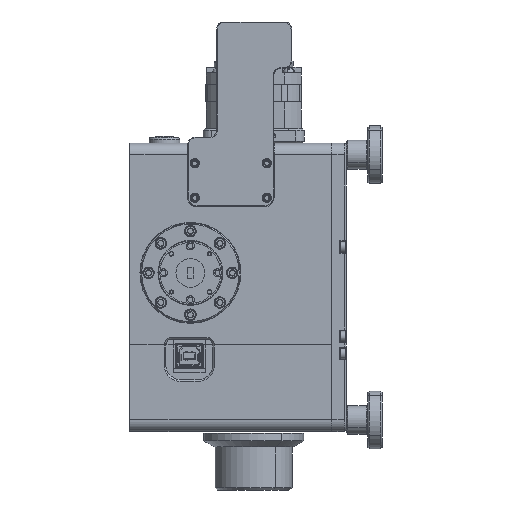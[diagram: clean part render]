
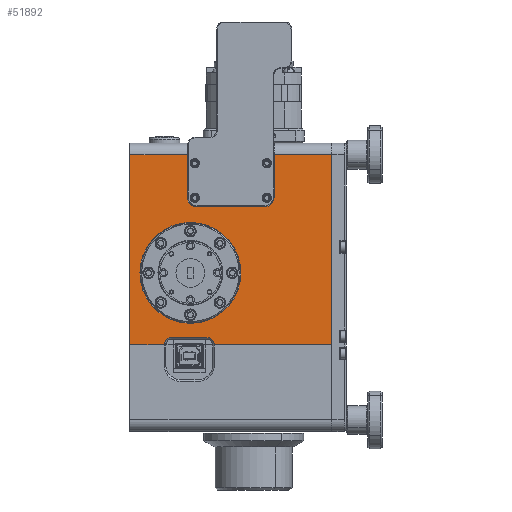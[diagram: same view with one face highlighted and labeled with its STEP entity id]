
A CAD part, left-side view. The second image highlights one B-rep face of the part: STEP entity #51892.
In plain terms, the highlighted planar face has unit normal (-1, 0, 0).
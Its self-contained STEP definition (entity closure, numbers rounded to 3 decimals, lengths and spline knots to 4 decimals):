
#257 = ORIENTED_EDGE ( 'NONE', *, *, #14262, .F. ) ;
#1654 = EDGE_CURVE ( 'NONE', #78645, #14369, #23800, .T. ) ;
#2733 = DIRECTION ( 'NONE',  ( 0., 0., -1. ) ) ;
#3289 = DIRECTION ( 'NONE',  ( 0., 0., -1. ) ) ;
#4488 = DIRECTION ( 'NONE',  ( 0., 0., -1. ) ) ;
#5707 = DIRECTION ( 'NONE',  ( 0., -1., 0. ) ) ;
#8476 = VERTEX_POINT ( 'NONE', #69959 ) ;
#10641 = CIRCLE ( 'NONE', #63521, 0.875 ) ;
#11276 = VERTEX_POINT ( 'NONE', #48267 ) ;
#11309 = CARTESIAN_POINT ( 'NONE',  ( -1.75, 3.025, -1.75 ) ) ;
#11499 = CARTESIAN_POINT ( 'NONE',  ( -1.75, 3.75, 1.55 ) ) ;
#11612 = CIRCLE ( 'NONE', #46399, 0.15 ) ;
#12111 = VERTEX_POINT ( 'NONE', #27853 ) ;
#13454 = EDGE_CURVE ( 'NONE', #12111, #58861, #84142, .T. ) ;
#13993 = EDGE_CURVE ( 'NONE', #75559, #71765, #26482, .T. ) ;
#14034 = CARTESIAN_POINT ( 'NONE',  ( -1.75, 2.75, 0.65 ) ) ;
#14050 = CARTESIAN_POINT ( 'NONE',  ( -1.75, 2.75, 0.8 ) ) ;
#14262 = EDGE_CURVE ( 'NONE', #12111, #35272, #26980, .T. ) ;
#14369 = VERTEX_POINT ( 'NONE', #66674 ) ;
#15986 = EDGE_CURVE ( 'NONE', #72977, #66942, #23726, .T. ) ;
#16974 = ORIENTED_EDGE ( 'NONE', *, *, #50199, .T. ) ;
#17123 = CARTESIAN_POINT ( 'NONE',  ( -1.75, 2.6, 0.8 ) ) ;
#20798 = CARTESIAN_POINT ( 'NONE',  ( -1.75, 3.75, 1.75 ) ) ;
#21706 = VERTEX_POINT ( 'NONE', #55211 ) ;
#23522 = CARTESIAN_POINT ( 'NONE',  ( -1.75, 3.75, 1.55 ) ) ;
#23726 = CIRCLE ( 'NONE', #40320, 0.15 ) ;
#23800 = LINE ( 'NONE', #65914, #81192 ) ;
#24247 = DIRECTION ( 'NONE',  ( 0., 0., -1. ) ) ;
#24394 = ORIENTED_EDGE ( 'NONE', *, *, #67853, .T. ) ;
#25345 = VERTEX_POINT ( 'NONE', #33136 ) ;
#25921 = DIRECTION ( 'NONE',  ( 0., -1., 0. ) ) ;
#26482 = CIRCLE ( 'NONE', #64234, 0.13 ) ;
#26976 = ORIENTED_EDGE ( 'NONE', *, *, #84498, .T. ) ;
#26980 = LINE ( 'NONE', #20798, #91516 ) ;
#27603 = DIRECTION ( 'NONE',  ( 1., 0., 0. ) ) ;
#27853 = CARTESIAN_POINT ( 'NONE',  ( -1.75, 3.75, -1.75 ) ) ;
#28395 = DIRECTION ( 'NONE',  ( 0., 0., 1. ) ) ;
#28973 = EDGE_LOOP ( 'NONE', ( #26976, #16974 ) ) ;
#30926 = CARTESIAN_POINT ( 'NONE',  ( -1.75, 0.25, -1.75 ) ) ;
#32576 = ORIENTED_EDGE ( 'NONE', *, *, #80546, .T. ) ;
#33136 = CARTESIAN_POINT ( 'NONE',  ( -1.75, 2.75, 1.55 ) ) ;
#33488 = CARTESIAN_POINT ( 'NONE',  ( -1.75, 3.75, -1.75 ) ) ;
#34142 = VERTEX_POINT ( 'NONE', #75319 ) ;
#34810 = LINE ( 'NONE', #62301, #89982 ) ;
#35272 = VERTEX_POINT ( 'NONE', #23522 ) ;
#36661 = ORIENTED_EDGE ( 'NONE', *, *, #13454, .T. ) ;
#36936 = VECTOR ( 'NONE', #25921, 39.3701 ) ;
#37300 = DIRECTION ( 'NONE',  ( 1., 0., 0. ) ) ;
#38657 = FACE_BOUND ( 'NONE', #28973, .T. ) ;
#39136 = FACE_OUTER_BOUND ( 'NONE', #69266, .T. ) ;
#39423 = DIRECTION ( 'NONE',  ( 0., 0., -1. ) ) ;
#39461 = ORIENTED_EDGE ( 'NONE', *, *, #82936, .T. ) ;
#39518 = CARTESIAN_POINT ( 'NONE',  ( -1.75, 2.7, -1.375 ) ) ;
#39859 = EDGE_CURVE ( 'NONE', #11276, #72977, #77502, .T. ) ;
#40320 = AXIS2_PLACEMENT_3D ( 'NONE', #17123, #89107, #24247 ) ;
#40727 = CARTESIAN_POINT ( 'NONE',  ( -1.75, 2.415, -1.62 ) ) ;
#40872 = DIRECTION ( 'NONE',  ( 0., -1., 0. ) ) ;
#41325 = CARTESIAN_POINT ( 'NONE',  ( -1.75, 2.7, -0.5 ) ) ;
#43920 = DIRECTION ( 'NONE',  ( 0., 0., -1. ) ) ;
#44664 = CARTESIAN_POINT ( 'NONE',  ( -1.75, 2.6, 0.65 ) ) ;
#45526 = DIRECTION ( 'NONE',  ( 0., 1., 0. ) ) ;
#46399 = AXIS2_PLACEMENT_3D ( 'NONE', #65239, #37300, #43920 ) ;
#47272 = CARTESIAN_POINT ( 'NONE',  ( -1.75, 3.155, -1.75 ) ) ;
#47462 = LINE ( 'NONE', #11499, #55013 ) ;
#47622 = ORIENTED_EDGE ( 'NONE', *, *, #50310, .T. ) ;
#48267 = CARTESIAN_POINT ( 'NONE',  ( -1.75, 1.4, 0.65 ) ) ;
#49547 = DIRECTION ( 'NONE',  ( 0., 1., 0. ) ) ;
#50199 = EDGE_CURVE ( 'NONE', #8476, #62797, #10641, .T. ) ;
#50310 = EDGE_CURVE ( 'NONE', #58861, #34142, #65068, .T. ) ;
#50830 = CARTESIAN_POINT ( 'NONE',  ( -1.75, 2.285, -1.75 ) ) ;
#51841 = CARTESIAN_POINT ( 'NONE',  ( -1.75, 1.25, 0.8 ) ) ;
#51884 = ORIENTED_EDGE ( 'NONE', *, *, #15986, .T. ) ;
#51892 = ADVANCED_FACE ( 'NONE', ( #38657, #39136 ), #68034, .F. ) ;
#53334 = CARTESIAN_POINT ( 'NONE',  ( -1.75, 3.75, 1.75 ) ) ;
#53704 = EDGE_CURVE ( 'NONE', #71765, #21706, #56968, .T. ) ;
#54672 = AXIS2_PLACEMENT_3D ( 'NONE', #53334, #60457, #2733 ) ;
#54933 = LINE ( 'NONE', #40727, #81177 ) ;
#55013 = VECTOR ( 'NONE', #78206, 39.3701 ) ;
#55211 = CARTESIAN_POINT ( 'NONE',  ( -1.75, 0.25, -1.75 ) ) ;
#55929 = EDGE_CURVE ( 'NONE', #62693, #11276, #11612, .T. ) ;
#56795 = ORIENTED_EDGE ( 'NONE', *, *, #55929, .T. ) ;
#56968 = LINE ( 'NONE', #70233, #82290 ) ;
#57927 = DIRECTION ( 'NONE',  ( 0., 0., -1. ) ) ;
#58861 = VERTEX_POINT ( 'NONE', #47272 ) ;
#60457 = DIRECTION ( 'NONE',  ( 1., 0., 0. ) ) ;
#60606 = ORIENTED_EDGE ( 'NONE', *, *, #1654, .T. ) ;
#62301 = CARTESIAN_POINT ( 'NONE',  ( -1.75, 1.25, 1.75 ) ) ;
#62693 = VERTEX_POINT ( 'NONE', #51841 ) ;
#62797 = VERTEX_POINT ( 'NONE', #39518 ) ;
#63234 = DIRECTION ( 'NONE',  ( 0., 0., -1. ) ) ;
#63273 = CARTESIAN_POINT ( 'NONE',  ( -1.75, 0.25, 1.55 ) ) ;
#63521 = AXIS2_PLACEMENT_3D ( 'NONE', #82796, #88984, #3289 ) ;
#64234 = AXIS2_PLACEMENT_3D ( 'NONE', #85890, #86811, #57927 ) ;
#64357 = LINE ( 'NONE', #93278, #80695 ) ;
#65068 = CIRCLE ( 'NONE', #83205, 0.13 ) ;
#65239 = CARTESIAN_POINT ( 'NONE',  ( -1.75, 1.4, 0.8 ) ) ;
#65630 = ORIENTED_EDGE ( 'NONE', *, *, #80482, .F. ) ;
#65914 = CARTESIAN_POINT ( 'NONE',  ( -1.75, 3.75, 1.55 ) ) ;
#66674 = CARTESIAN_POINT ( 'NONE',  ( -1.75, 1.25, 1.55 ) ) ;
#66942 = VERTEX_POINT ( 'NONE', #14050 ) ;
#67853 = EDGE_CURVE ( 'NONE', #66942, #25345, #64357, .T. ) ;
#68034 = PLANE ( 'NONE',  #54672 ) ;
#69266 = EDGE_LOOP ( 'NONE', ( #80028, #78617, #87246, #65630, #60606, #39461, #56795, #87665, #51884, #24394, #32576, #257, #36661, #47622 ) ) ;
#69959 = CARTESIAN_POINT ( 'NONE',  ( -1.75, 2.7, 0.375 ) ) ;
#70233 = CARTESIAN_POINT ( 'NONE',  ( -1.75, 3.75, -1.75 ) ) ;
#71765 = VERTEX_POINT ( 'NONE', #50830 ) ;
#72070 = EDGE_CURVE ( 'NONE', #34142, #75559, #54933, .T. ) ;
#72977 = VERTEX_POINT ( 'NONE', #44664 ) ;
#74206 = CARTESIAN_POINT ( 'NONE',  ( -1.75, 2.415, -1.62 ) ) ;
#75319 = CARTESIAN_POINT ( 'NONE',  ( -1.75, 3.025, -1.62 ) ) ;
#75559 = VERTEX_POINT ( 'NONE', #74206 ) ;
#77502 = LINE ( 'NONE', #14034, #88947 ) ;
#77542 = DIRECTION ( 'NONE',  ( 1., 0., 0. ) ) ;
#78206 = DIRECTION ( 'NONE',  ( 0., 1., 0. ) ) ;
#78617 = ORIENTED_EDGE ( 'NONE', *, *, #13993, .T. ) ;
#78645 = VERTEX_POINT ( 'NONE', #63273 ) ;
#80028 = ORIENTED_EDGE ( 'NONE', *, *, #72070, .T. ) ;
#80482 = EDGE_CURVE ( 'NONE', #78645, #21706, #89182, .T. ) ;
#80546 = EDGE_CURVE ( 'NONE', #25345, #35272, #47462, .T. ) ;
#80695 = VECTOR ( 'NONE', #28395, 39.3701 ) ;
#81177 = VECTOR ( 'NONE', #5707, 39.3701 ) ;
#81192 = VECTOR ( 'NONE', #45526, 39.3701 ) ;
#82183 = VECTOR ( 'NONE', #39423, 39.3701 ) ;
#82290 = VECTOR ( 'NONE', #40872, 39.3701 ) ;
#82796 = CARTESIAN_POINT ( 'NONE',  ( -1.75, 2.7, -0.5 ) ) ;
#82936 = EDGE_CURVE ( 'NONE', #14369, #62693, #34810, .T. ) ;
#83205 = AXIS2_PLACEMENT_3D ( 'NONE', #11309, #77542, #83726 ) ;
#83726 = DIRECTION ( 'NONE',  ( 0., 0., -1. ) ) ;
#84142 = LINE ( 'NONE', #33488, #36936 ) ;
#84498 = EDGE_CURVE ( 'NONE', #62797, #8476, #91720, .T. ) ;
#85890 = CARTESIAN_POINT ( 'NONE',  ( -1.75, 2.415, -1.75 ) ) ;
#86811 = DIRECTION ( 'NONE',  ( 1., 0., 0. ) ) ;
#87246 = ORIENTED_EDGE ( 'NONE', *, *, #53704, .T. ) ;
#87665 = ORIENTED_EDGE ( 'NONE', *, *, #39859, .T. ) ;
#88674 = AXIS2_PLACEMENT_3D ( 'NONE', #41325, #27603, #4488 ) ;
#88947 = VECTOR ( 'NONE', #49547, 39.3701 ) ;
#88984 = DIRECTION ( 'NONE',  ( 1., 0., 0. ) ) ;
#89107 = DIRECTION ( 'NONE',  ( 1., 0., 0. ) ) ;
#89182 = LINE ( 'NONE', #30926, #82183 ) ;
#89982 = VECTOR ( 'NONE', #63234, 39.3701 ) ;
#91516 = VECTOR ( 'NONE', #93244, 39.3701 ) ;
#91720 = CIRCLE ( 'NONE', #88674, 0.875 ) ;
#93244 = DIRECTION ( 'NONE',  ( 0., 0., 1. ) ) ;
#93278 = CARTESIAN_POINT ( 'NONE',  ( -1.75, 2.75, 1.75 ) ) ;
